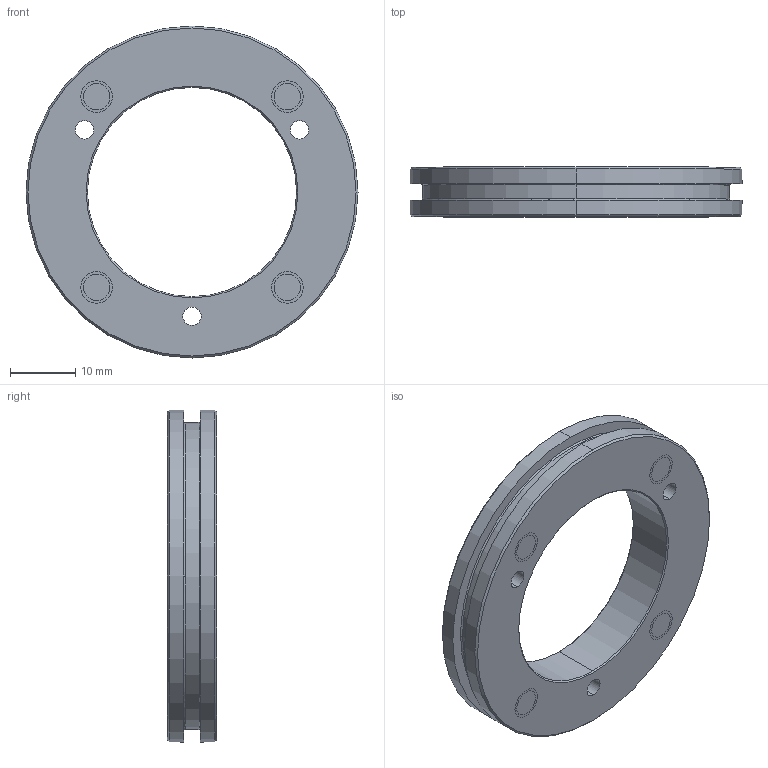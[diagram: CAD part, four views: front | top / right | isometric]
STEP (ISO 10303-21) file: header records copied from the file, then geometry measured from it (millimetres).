
FILE_DESCRIPTION (( 'STEP AP214' ), '1' );
FILE_NAME ('TRDA-20R2D.STEP', '2020-03-03T22:22:52', ( '' ), ( '' ), 'SwSTEP 2.0', 'SolidWorks 2017', '' );
FILE_SCHEMA (( 'AUTOMOTIVE_DESIGN' ));
Length unit declared in the file: inch
Products named in the file (1): TRDA-20R2D
Bounding box: 50.8 x 7.6 x 50.8 mm (x, y, z)
Volume: 8428.6 mm3; surface area: 5962.2 mm2
Topology: 5 solids, 5 shells, 77 faces, 170 edges, 108 vertices
Faces by surface type: cylinder 36, cone 22, plane 15, bspline 4
Entity records: 2500 total; most frequent: CARTESIAN_POINT 616, DIRECTION 414, ORIENTED_EDGE 340, AXIS2_PLACEMENT_3D 178, EDGE_CURVE 170, VERTEX_POINT 108, CIRCLE 104, EDGE_LOOP 98
